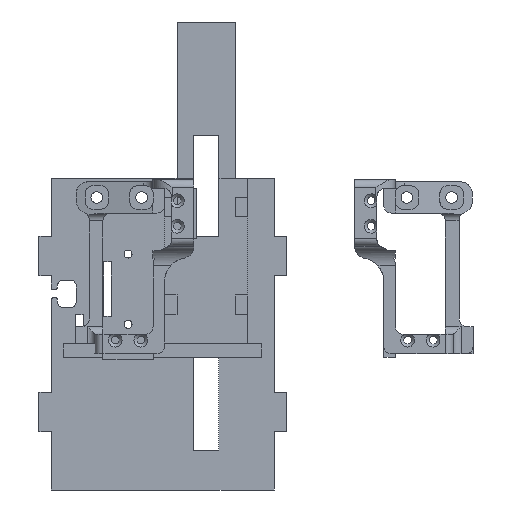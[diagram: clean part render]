
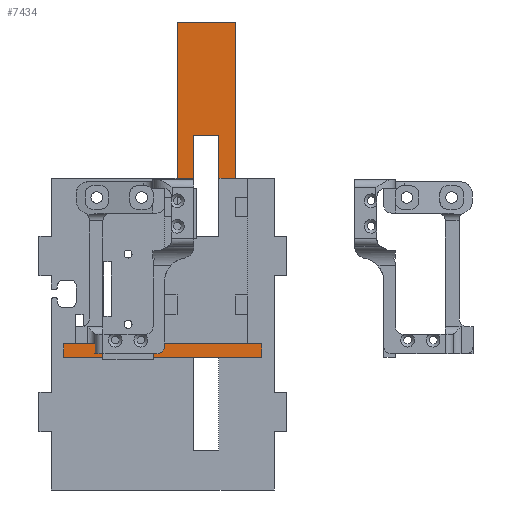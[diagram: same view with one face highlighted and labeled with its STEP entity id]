
A CAD part, left-side view. The second image highlights one B-rep face of the part: STEP entity #7434.
In plain terms, the highlighted planar face has unit normal (-1, 0, 0).
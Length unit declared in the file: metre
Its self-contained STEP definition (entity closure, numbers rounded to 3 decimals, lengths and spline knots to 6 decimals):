
#618=LINE('',#11759,#1452);
#619=LINE('',#11762,#1453);
#620=LINE('',#11764,#1454);
#621=LINE('',#11768,#1455);
#622=LINE('',#11770,#1456);
#623=LINE('',#11772,#1457);
#624=LINE('',#11774,#1458);
#625=LINE('',#11776,#1459);
#626=LINE('',#11779,#1460);
#627=LINE('',#11782,#1461);
#628=LINE('',#11784,#1462);
#629=LINE('',#11786,#1463);
#1452=VECTOR('',#9542,1.);
#1453=VECTOR('',#9543,1.);
#1454=VECTOR('',#9544,1.);
#1455=VECTOR('',#9547,1.);
#1456=VECTOR('',#9548,1.);
#1457=VECTOR('',#9549,1.);
#1458=VECTOR('',#9550,1.);
#1459=VECTOR('',#9551,1.);
#1460=VECTOR('',#9554,1.);
#1461=VECTOR('',#9555,1.);
#1462=VECTOR('',#9556,1.);
#1463=VECTOR('',#9557,1.);
#3117=ORIENTED_EDGE('',*,*,#4653,.F.);
#3118=ORIENTED_EDGE('',*,*,#4654,.F.);
#3119=ORIENTED_EDGE('',*,*,#4655,.T.);
#3120=ORIENTED_EDGE('',*,*,#4656,.T.);
#3121=ORIENTED_EDGE('',*,*,#4657,.T.);
#3122=ORIENTED_EDGE('',*,*,#4658,.T.);
#3123=ORIENTED_EDGE('',*,*,#4659,.F.);
#3124=ORIENTED_EDGE('',*,*,#4660,.F.);
#3125=ORIENTED_EDGE('',*,*,#4661,.T.);
#3126=ORIENTED_EDGE('',*,*,#4662,.T.);
#3127=ORIENTED_EDGE('',*,*,#4663,.F.);
#3128=ORIENTED_EDGE('',*,*,#4664,.T.);
#3129=ORIENTED_EDGE('',*,*,#4665,.T.);
#3130=ORIENTED_EDGE('',*,*,#4666,.F.);
#4653=EDGE_CURVE('',#5531,#5532,#618,.T.);
#4654=EDGE_CURVE('',#5533,#5531,#619,.T.);
#4655=EDGE_CURVE('',#5533,#5534,#620,.T.);
#4656=EDGE_CURVE('',#5534,#5535,#5977,.T.);
#4657=EDGE_CURVE('',#5535,#5536,#621,.T.);
#4658=EDGE_CURVE('',#5536,#5537,#622,.T.);
#4659=EDGE_CURVE('',#5538,#5537,#623,.T.);
#4660=EDGE_CURVE('',#5539,#5538,#624,.T.);
#4661=EDGE_CURVE('',#5539,#5540,#625,.T.);
#4662=EDGE_CURVE('',#5540,#5532,#5978,.T.);
#4663=EDGE_CURVE('',#5541,#5542,#626,.T.);
#4664=EDGE_CURVE('',#5541,#5543,#627,.T.);
#4665=EDGE_CURVE('',#5543,#5544,#628,.T.);
#4666=EDGE_CURVE('',#5542,#5544,#629,.T.);
#5531=VERTEX_POINT('',#11760);
#5532=VERTEX_POINT('',#11761);
#5533=VERTEX_POINT('',#11763);
#5534=VERTEX_POINT('',#11765);
#5535=VERTEX_POINT('',#11767);
#5536=VERTEX_POINT('',#11769);
#5537=VERTEX_POINT('',#11771);
#5538=VERTEX_POINT('',#11773);
#5539=VERTEX_POINT('',#11775);
#5540=VERTEX_POINT('',#11777);
#5541=VERTEX_POINT('',#11780);
#5542=VERTEX_POINT('',#11781);
#5543=VERTEX_POINT('',#11783);
#5544=VERTEX_POINT('',#11785);
#5977=CIRCLE('',#8111,0.002);
#5978=CIRCLE('',#8112,0.002);
#6277=EDGE_LOOP('',(#3117,#3118,#3119,#3120,#3121,#3122,#3123,#3124,#3125,
#3126));
#6278=EDGE_LOOP('',(#3127,#3128,#3129,#3130));
#6743=FACE_BOUND('',#6277,.T.);
#6744=FACE_BOUND('',#6278,.T.);
#7063=PLANE('',#8110);
#7434=ADVANCED_FACE('',(#6743,#6744),#7063,.F.);
#8110=AXIS2_PLACEMENT_3D('',#11758,#9540,#9541);
#8111=AXIS2_PLACEMENT_3D('',#11766,#9545,#9546);
#8112=AXIS2_PLACEMENT_3D('',#11778,#9552,#9553);
#9540=DIRECTION('',(1.,0.,0.));
#9541=DIRECTION('',(0.,1.,0.));
#9542=DIRECTION('',(0.,0.,-1.));
#9543=DIRECTION('',(0.,-1.,0.));
#9544=DIRECTION('',(0.,0.,-1.));
#9545=DIRECTION('',(1.,0.,0.));
#9546=DIRECTION('',(0.,0.,-1.));
#9547=DIRECTION('',(0.,1.,0.));
#9548=DIRECTION('',(0.,0.,-1.));
#9549=DIRECTION('',(0.,1.,0.));
#9550=DIRECTION('',(0.,0.,-1.));
#9551=DIRECTION('',(0.,1.,0.));
#9552=DIRECTION('',(1.,0.,0.));
#9553=DIRECTION('',(0.,0.,-1.));
#9554=DIRECTION('',(0.,1.,0.));
#9555=DIRECTION('',(0.,0.,-1.));
#9556=DIRECTION('',(0.,1.,0.));
#9557=DIRECTION('',(0.,0.,-1.));
#11758=CARTESIAN_POINT('',(-0.00159,-0.003175,0.04));
#11759=CARTESIAN_POINT('',(-0.00159,-0.021825,0.06));
#11760=CARTESIAN_POINT('',(-0.00159,-0.021825,0.12));
#11761=CARTESIAN_POINT('',(-0.00159,-0.021825,0.0395));
#11762=CARTESIAN_POINT('',(-0.00159,-0.00895,0.12));
#11763=CARTESIAN_POINT('',(-0.00159,-0.006825,0.12));
#11764=CARTESIAN_POINT('',(-0.00159,-0.006825,0.0775));
#11765=CARTESIAN_POINT('',(-0.00159,-0.006825,0.0395));
#11766=CARTESIAN_POINT('',(-0.00159,-0.004825,0.0395));
#11767=CARTESIAN_POINT('',(-0.00159,-0.004825,0.0375));
#11768=CARTESIAN_POINT('',(-0.00159,0.009288,0.0375));
#11769=CARTESIAN_POINT('',(-0.00159,0.022225,0.0375));
#11770=CARTESIAN_POINT('',(-0.00159,0.022225,0.035736));
#11771=CARTESIAN_POINT('',(-0.00159,0.022225,0.033971));
#11772=CARTESIAN_POINT('',(-0.00159,0.009288,0.033971));
#11773=CARTESIAN_POINT('',(-0.00159,-0.028575,0.033971));
#11774=CARTESIAN_POINT('',(-0.00159,-0.028575,0.035736));
#11775=CARTESIAN_POINT('',(-0.00159,-0.028575,0.0375));
#11776=CARTESIAN_POINT('',(-0.00159,-0.023413,0.0375));
#11777=CARTESIAN_POINT('',(-0.00159,-0.023825,0.0375));
#11778=CARTESIAN_POINT('',(-0.00159,-0.023825,0.0395));
#11779=CARTESIAN_POINT('',(-0.00159,-0.003175,0.091009));
#11780=CARTESIAN_POINT('',(-0.00159,-0.017575,0.091009));
#11781=CARTESIAN_POINT('',(-0.00159,-0.011075,0.091009));
#11782=CARTESIAN_POINT('',(-0.00159,-0.017575,0.04));
#11783=CARTESIAN_POINT('',(-0.00159,-0.017575,0.042759));
#11784=CARTESIAN_POINT('',(-0.00159,-0.003175,0.042759));
#11785=CARTESIAN_POINT('',(-0.00159,-0.011075,0.042759));
#11786=CARTESIAN_POINT('',(-0.00159,-0.011075,0.04));
